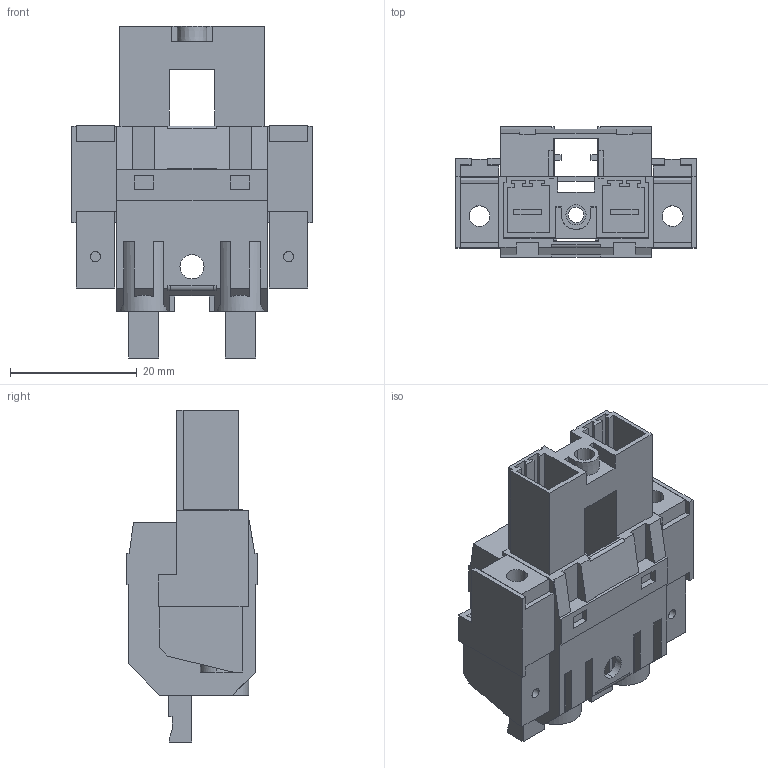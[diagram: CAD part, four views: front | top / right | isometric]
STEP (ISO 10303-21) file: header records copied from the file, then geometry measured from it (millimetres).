
FILE_DESCRIPTION(('CATIA V5 STEP Exchange','CAx-IF Rec.Pracs.--- Model Styling and Organization---1.4--- 2014-01-23'),'2;1');
FILE_NAME ('233989-1_0_2630600000_2630600000.stp','2023-05-02T11:11:05+00:00',('none'),('Weidmueller'),'CATIA Version 5-6 Release 2016 SP3 HF44','CATIA V5 STEP AP214','none');
FILE_SCHEMA(('AUTOMOTIVE_DESIGN { 1 0 10303 214 1 1 1 1 }'));
Length unit declared in the file: millimetre
Products named in the file (1): 2630600000
Bounding box: 38.1 x 20.6 x 52.4 mm (x, y, z)
Volume: 12914.9 mm3; surface area: 13142.2 mm2
Topology: 8 solids, 8 shells, 531 faces, 1516 edges, 1008 vertices
Faces by surface type: plane 473, cylinder 57, cone 1
Entity records: 17192 total; most frequent: CARTESIAN_POINT 3330, ORIENTED_EDGE 3032, DIRECTION 2274, EDGE_CURVE 1516, VECTOR 1372, LINE 1372, VERTEX_POINT 1008, EDGE_LOOP 568
